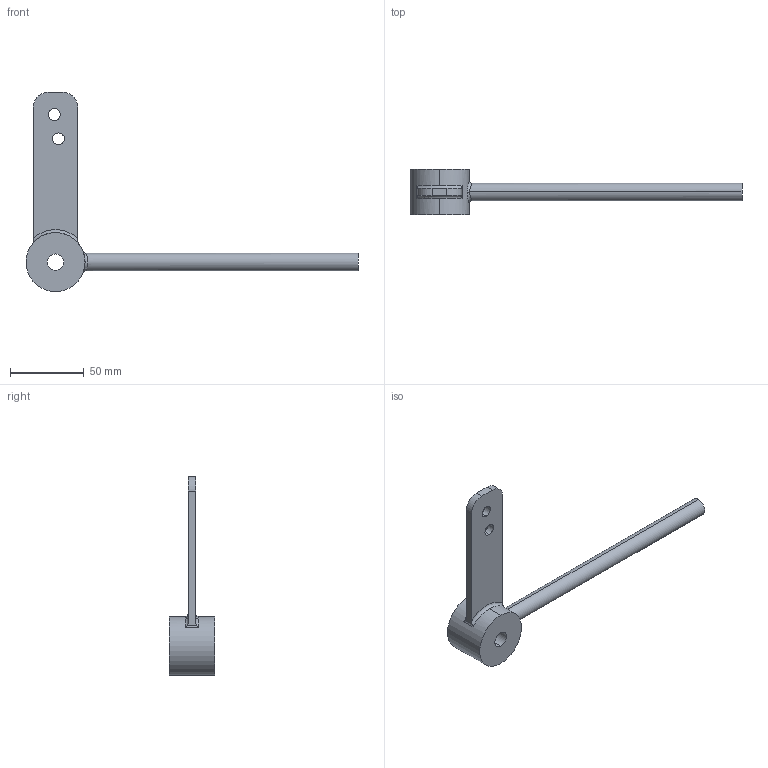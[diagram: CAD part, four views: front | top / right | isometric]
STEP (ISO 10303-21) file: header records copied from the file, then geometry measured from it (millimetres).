
FILE_DESCRIPTION (( 'STEP AP203' ), '1' );
FILE_NAME ('hub steering real 1_Default_sldprt.STEP', '2026-02-04T19:33:29', ( '' ), ( '' ), 'SwSTEP 2.0', 'SolidWorks 2025', '' );
FILE_SCHEMA (( 'CONFIG_CONTROL_DESIGN' ));
Length unit declared in the file: millimetre
Products named in the file (1): hub steering real 1_Default_sldprt
Bounding box: 225 x 31 x 135 mm (x, y, z)
Volume: 70885.5 mm3; surface area: 20949.7 mm2
Topology: 1 solids, 1 shells, 26 faces, 69 edges, 46 vertices
Faces by surface type: cylinder 14, plane 8, bspline 2, torus 2
Entity records: 1392 total; most frequent: CARTESIAN_POINT 658, ORIENTED_EDGE 138, DIRECTION 135, EDGE_CURVE 69, AXIS2_PLACEMENT_3D 55, VERTEX_POINT 46, EDGE_LOOP 33, CIRCLE 30
